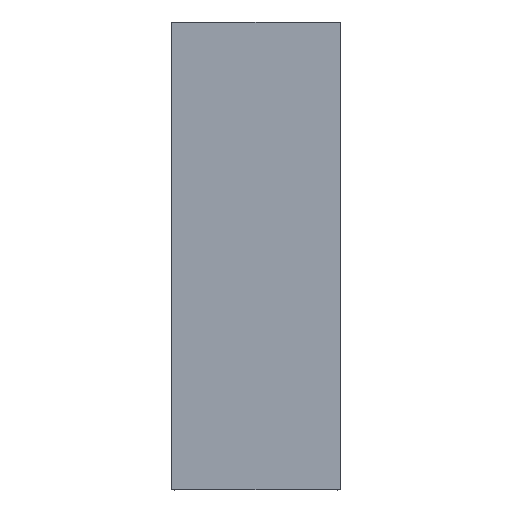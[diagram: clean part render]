
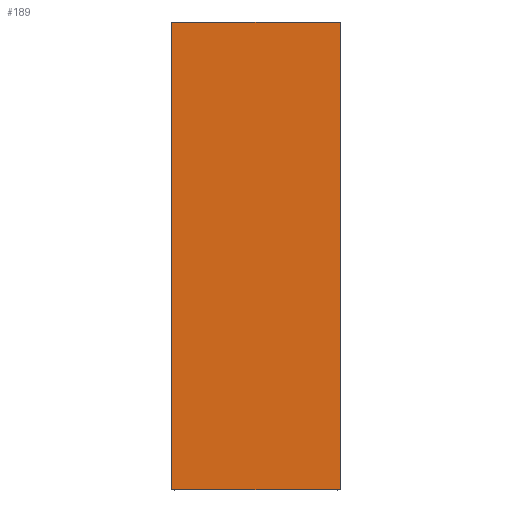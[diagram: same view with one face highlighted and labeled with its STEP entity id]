
A CAD part, top view. The second image highlights one B-rep face of the part: STEP entity #189.
In plain terms, the highlighted planar face has unit normal (0, 0, 1).
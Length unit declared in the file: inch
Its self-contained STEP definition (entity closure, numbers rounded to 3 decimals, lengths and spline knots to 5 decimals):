
#128=CARTESIAN_POINT('',(5.90358,9.86005,0.16897));
#129=VERTEX_POINT('',#128);
#136=CARTESIAN_POINT('',(5.90358,3.86005,0.16897));
#137=VERTEX_POINT('',#136);
#138=CARTESIAN_POINT('',(5.90358,3.86005,0.16897));
#139=DIRECTION('',(0.,1.,0.));
#140=VECTOR('',#139,1.);
#141=LINE('',#138,#140);
#142=EDGE_CURVE('',#137,#129,#141,.T.);
#159=CARTESIAN_POINT('',(3.74358,9.86005,0.16897));
#160=VERTEX_POINT('',#159);
#161=CARTESIAN_POINT('',(3.74358,9.86005,0.16897));
#162=DIRECTION('',(-1.,0.,0.));
#163=VECTOR('',#162,1.);
#164=LINE('',#161,#163);
#165=EDGE_CURVE('',#129,#160,#164,.T.);
#166=ORIENTED_EDGE('',*,*,#165,.T.);
#167=CARTESIAN_POINT('',(3.74358,3.86005,0.16897));
#168=VERTEX_POINT('',#167);
#169=CARTESIAN_POINT('',(3.74358,3.86005,0.16897));
#170=DIRECTION('',(0.,1.,0.));
#171=VECTOR('',#170,1.);
#172=LINE('',#169,#171);
#173=EDGE_CURVE('',#168,#160,#172,.T.);
#174=ORIENTED_EDGE('',*,*,#173,.F.);
#175=CARTESIAN_POINT('',(3.74358,3.86005,0.16897));
#176=DIRECTION('',(1.,0.,0.));
#177=VECTOR('',#176,1.);
#178=LINE('',#175,#177);
#179=EDGE_CURVE('',#168,#137,#178,.T.);
#180=ORIENTED_EDGE('',*,*,#179,.T.);
#181=ORIENTED_EDGE('',*,*,#142,.T.);
#182=EDGE_LOOP('',(#166,#174,#180,#181));
#183=FACE_OUTER_BOUND('',#182,.T.);
#184=CARTESIAN_POINT('',(4.82358,3.86005,0.16897));
#185=DIRECTION('',(0.,0.,1.));
#186=DIRECTION('',(1.,0.,0.));
#187=AXIS2_PLACEMENT_3D('',#184,#185,#186);
#188=PLANE('',#187);
#189=ADVANCED_FACE('',(#183),#188,.T.);
